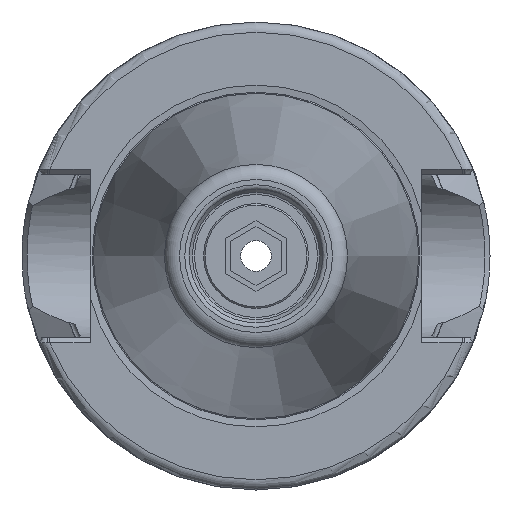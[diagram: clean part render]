
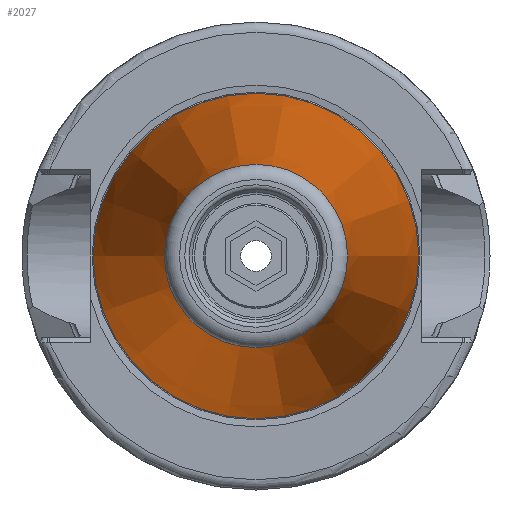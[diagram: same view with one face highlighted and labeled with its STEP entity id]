
A CAD part, left-side view. The second image highlights one B-rep face of the part: STEP entity #2027.
In plain terms, the highlighted conical face has half-angle 8.297 degrees and reference radius 12.502 mm.
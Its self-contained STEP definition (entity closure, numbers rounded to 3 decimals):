
#95=CONICAL_SURFACE('',#2247,12.502,0.145);
#184=LINE('',#4053,#297);
#297=VECTOR('',#2729,12.502);
#455=FACE_OUTER_BOUND('',#573,.T.);
#573=EDGE_LOOP('',(#1719,#1720,#1721,#1722,#1723,#1724,#1725));
#706=CIRCLE('',#2243,9.004);
#707=CIRCLE('',#2244,9.004);
#708=CIRCLE('',#2245,9.004);
#710=CIRCLE('',#2248,15.999);
#711=CIRCLE('',#2249,15.999);
#904=VERTEX_POINT('',#4041);
#905=VERTEX_POINT('',#4042);
#906=VERTEX_POINT('',#4044);
#907=VERTEX_POINT('',#4049);
#908=VERTEX_POINT('',#4050);
#1188=EDGE_CURVE('',#904,#905,#706,.T.);
#1189=EDGE_CURVE('',#906,#904,#707,.T.);
#1190=EDGE_CURVE('',#905,#906,#708,.T.);
#1192=EDGE_CURVE('',#907,#908,#710,.T.);
#1193=EDGE_CURVE('',#908,#907,#711,.T.);
#1194=EDGE_CURVE('',#908,#906,#184,.T.);
#1719=ORIENTED_EDGE('',*,*,#1192,.F.);
#1720=ORIENTED_EDGE('',*,*,#1193,.F.);
#1721=ORIENTED_EDGE('',*,*,#1194,.T.);
#1722=ORIENTED_EDGE('',*,*,#1189,.T.);
#1723=ORIENTED_EDGE('',*,*,#1188,.T.);
#1724=ORIENTED_EDGE('',*,*,#1190,.T.);
#1725=ORIENTED_EDGE('',*,*,#1194,.F.);
#2027=ADVANCED_FACE('',(#455),#95,.T.);
#2243=AXIS2_PLACEMENT_3D('',#4043,#2715,#2716);
#2244=AXIS2_PLACEMENT_3D('',#4045,#2717,#2718);
#2245=AXIS2_PLACEMENT_3D('',#4046,#2719,#2720);
#2247=AXIS2_PLACEMENT_3D('',#4048,#2723,#2724);
#2248=AXIS2_PLACEMENT_3D('',#4051,#2725,#2726);
#2249=AXIS2_PLACEMENT_3D('',#4052,#2727,#2728);
#2715=DIRECTION('center_axis',(1.,0.,0.));
#2716=DIRECTION('ref_axis',(0.,0.,-1.));
#2717=DIRECTION('center_axis',(1.,0.,0.));
#2718=DIRECTION('ref_axis',(0.,0.,-1.));
#2719=DIRECTION('center_axis',(1.,0.,0.));
#2720=DIRECTION('ref_axis',(0.,0.,-1.));
#2723=DIRECTION('center_axis',(1.,0.,0.));
#2724=DIRECTION('ref_axis',(0.,1.,0.));
#2725=DIRECTION('center_axis',(1.,0.,0.));
#2726=DIRECTION('ref_axis',(0.,0.,-1.));
#2727=DIRECTION('center_axis',(1.,0.,0.));
#2728=DIRECTION('ref_axis',(0.,0.,-1.));
#2729=DIRECTION('',(-0.99,0.144,0.));
#4041=CARTESIAN_POINT('',(-47.116,9.004,0.));
#4042=CARTESIAN_POINT('',(-47.116,0.,9.004));
#4043=CARTESIAN_POINT('Origin',(-47.116,0.,
0.));
#4044=CARTESIAN_POINT('',(-47.116,-9.004,0.));
#4045=CARTESIAN_POINT('Origin',(-47.116,0.,
0.));
#4046=CARTESIAN_POINT('Origin',(-47.116,0.,
0.));
#4048=CARTESIAN_POINT('Origin',(-23.132,0.,
0.));
#4049=CARTESIAN_POINT('',(0.852,15.999,0.));
#4050=CARTESIAN_POINT('',(0.852,-15.999,0.));
#4051=CARTESIAN_POINT('Origin',(0.852,0.,
0.));
#4052=CARTESIAN_POINT('Origin',(0.852,0.,
0.));
#4053=CARTESIAN_POINT('',(-23.132,-12.502,0.));
